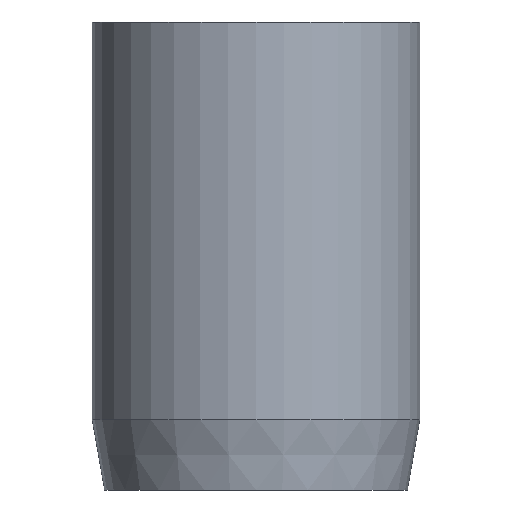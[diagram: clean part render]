
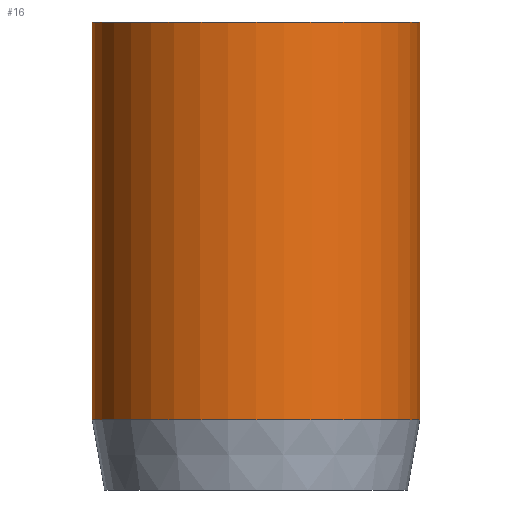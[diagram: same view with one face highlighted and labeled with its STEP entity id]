
A CAD part, front view. The second image highlights one B-rep face of the part: STEP entity #16.
In plain terms, the highlighted cylindrical face has radius 3.5 mm (diameter 7 mm), a partial arc.
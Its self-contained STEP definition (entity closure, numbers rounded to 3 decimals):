
#16 = ADVANCED_FACE ( 'NONE', ( #882 ), #382, .T. ) ;
#27 = CARTESIAN_POINT ( 'NONE',  ( 0., 0., 10. ) ) ;
#48 = LINE ( 'NONE', #271, #527 ) ;
#81 = CIRCLE ( 'NONE', #321, 3.5 ) ;
#119 = DIRECTION ( 'NONE',  ( 1., 0., 0. ) ) ;
#165 = VERTEX_POINT ( 'NONE', #342 ) ;
#211 = ORIENTED_EDGE ( 'NONE', *, *, #421, .F. ) ;
#271 = CARTESIAN_POINT ( 'NONE',  ( 3.5, 0., 10. ) ) ;
#275 = DIRECTION ( 'NONE',  ( 0., 0., -1. ) ) ;
#289 = CARTESIAN_POINT ( 'NONE',  ( -3.5, 0., 10. ) ) ;
#321 = AXIS2_PLACEMENT_3D ( 'NONE', #27, #683, #119 ) ;
#342 = CARTESIAN_POINT ( 'NONE',  ( 3.5, 0., 10. ) ) ;
#382 = CYLINDRICAL_SURFACE ( 'NONE', #581, 3.5 ) ;
#384 = CARTESIAN_POINT ( 'NONE',  ( -3.5, 0., 10. ) ) ;
#386 = DIRECTION ( 'NONE',  ( 0., 0., -1. ) ) ;
#397 = EDGE_CURVE ( 'NONE', #515, #487, #794, .T. ) ;
#407 = LINE ( 'NONE', #289, #822 ) ;
#421 = EDGE_CURVE ( 'NONE', #165, #487, #48, .T. ) ;
#487 = VERTEX_POINT ( 'NONE', #819 ) ;
#512 = EDGE_LOOP ( 'NONE', ( #211, #694, #729, #594 ) ) ;
#515 = VERTEX_POINT ( 'NONE', #563 ) ;
#527 = VECTOR ( 'NONE', #275, 1000. ) ;
#545 = DIRECTION ( 'NONE',  ( 0., 0., -1. ) ) ;
#563 = CARTESIAN_POINT ( 'NONE',  ( -3.5, 0., 1.5 ) ) ;
#581 = AXIS2_PLACEMENT_3D ( 'NONE', #689, #545, #709 ) ;
#594 = ORIENTED_EDGE ( 'NONE', *, *, #397, .T. ) ;
#606 = EDGE_CURVE ( 'NONE', #826, #515, #407, .T. ) ;
#683 = DIRECTION ( 'NONE',  ( 0., 0., 1. ) ) ;
#689 = CARTESIAN_POINT ( 'NONE',  ( 0., 0., 10. ) ) ;
#694 = ORIENTED_EDGE ( 'NONE', *, *, #951, .F. ) ;
#709 = DIRECTION ( 'NONE',  ( -1., 0., 0. ) ) ;
#729 = ORIENTED_EDGE ( 'NONE', *, *, #606, .T. ) ;
#794 = CIRCLE ( 'NONE', #799, 3.5 ) ;
#799 = AXIS2_PLACEMENT_3D ( 'NONE', #1152, #1073, #992 ) ;
#819 = CARTESIAN_POINT ( 'NONE',  ( 3.5, 0., 1.5 ) ) ;
#822 = VECTOR ( 'NONE', #386, 1000. ) ;
#826 = VERTEX_POINT ( 'NONE', #384 ) ;
#882 = FACE_OUTER_BOUND ( 'NONE', #512, .T. ) ;
#951 = EDGE_CURVE ( 'NONE', #826, #165, #81, .T. ) ;
#992 = DIRECTION ( 'NONE',  ( 1., 0., 0. ) ) ;
#1073 = DIRECTION ( 'NONE',  ( 0., 0., 1. ) ) ;
#1152 = CARTESIAN_POINT ( 'NONE',  ( 0., 0., 1.5 ) ) ;
